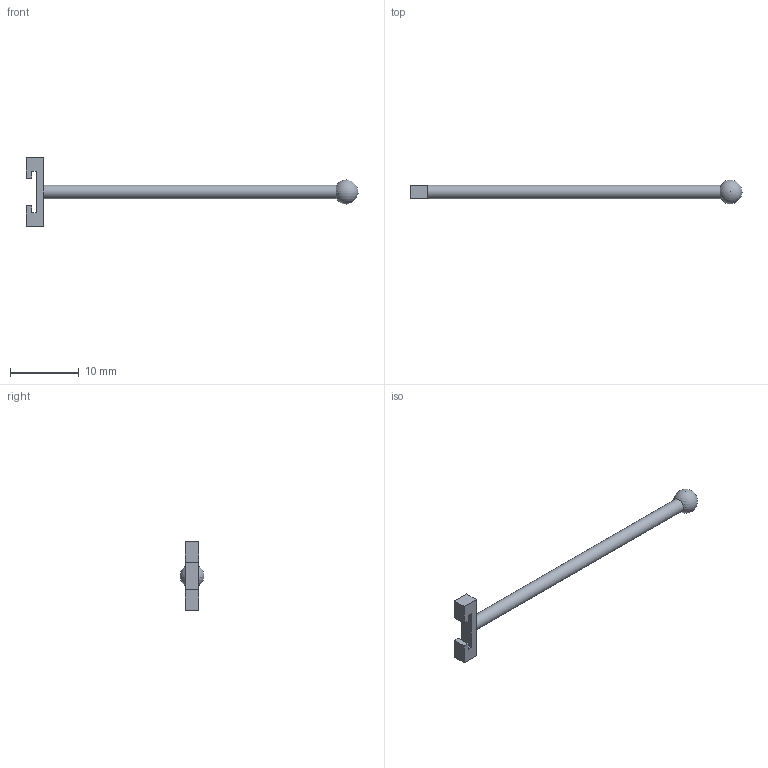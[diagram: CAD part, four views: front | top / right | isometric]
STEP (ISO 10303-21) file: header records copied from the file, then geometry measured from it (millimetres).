
FILE_DESCRIPTION(/* description */ (''),/* implementation_level */ '2;1');
FILE_NAME(/* name */ 'Arm v6.step',/* time_stamp */ '2018-02-05T15:20:06+01:00',/* author */ ('trm79'),/* organization */ (''),/* preprocessor_version */ 'ST-DEVELOPER v16.13',/* originating_system */ 'Autodesk Translation Framework v6.5.0.72',/* authorisation */ '');
FILE_SCHEMA (('AUTOMOTIVE_DESIGN { 1 0 10303 214 3 1 1 }'));
Length unit declared in the file: centimetre
Products named in the file (1): Arm
Bounding box: 48.24 x 3.47 x 10 mm (x, y, z)
Volume: 190.9 mm3; surface area: 398.5 mm2
Topology: 1 solids, 1 shells, 17 faces, 48 edges, 31 vertices
Faces by surface type: plane 15, sphere 1, cylinder 1
Full cylindrical faces by diameter (mm): 2 x1
Entity records: 557 total; most frequent: CARTESIAN_POINT 95, ORIENTED_EDGE 92, DIRECTION 89, EDGE_CURVE 46, LINE 39, VECTOR 39, VERTEX_POINT 31, AXIS2_PLACEMENT_3D 25
